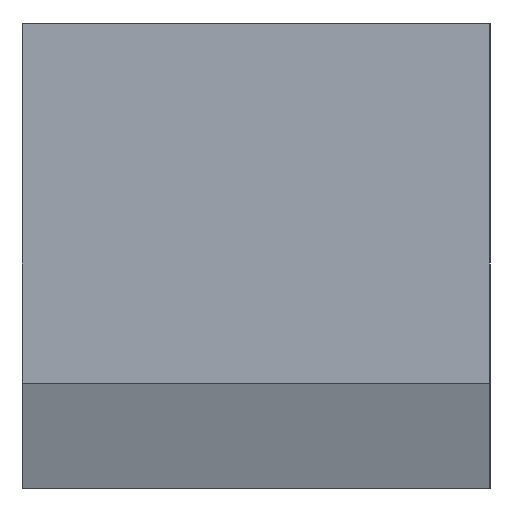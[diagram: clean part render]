
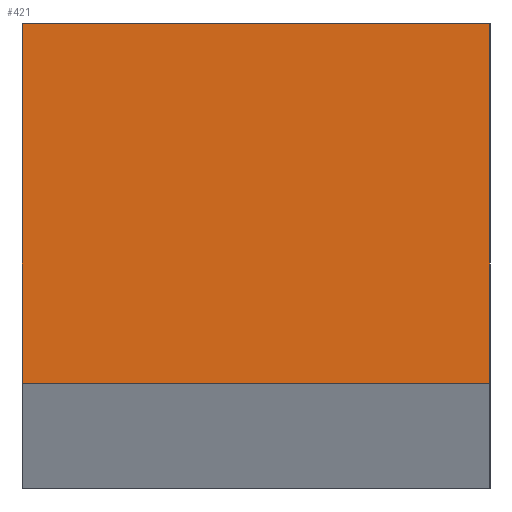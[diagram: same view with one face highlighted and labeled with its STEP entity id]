
A CAD part, left-side view. The second image highlights one B-rep face of the part: STEP entity #421.
In plain terms, the highlighted planar face has unit normal (-1, 0, 0).
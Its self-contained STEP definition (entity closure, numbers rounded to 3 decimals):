
#421=ADVANCED_FACE('NONE',(#1030),#1031,.F.);
#1030=FACE_OUTER_BOUND('',#1824,.T.);
#1031=PLANE('',#1825);
#1824=EDGE_LOOP('',(#3459,#3460,#3461,#3462));
#1825=AXIS2_PLACEMENT_3D('',#3463,#3464,#3465);
#3459=ORIENTED_EDGE('',*,*,#5737,.F.);
#3460=ORIENTED_EDGE('',*,*,#5024,.F.);
#3461=ORIENTED_EDGE('',*,*,#5738,.F.);
#3462=ORIENTED_EDGE('',*,*,#5537,.T.);
#3463=CARTESIAN_POINT('',(0.0,0.0,49.7));
#3464=DIRECTION('',(1.0,0.0,0.0));
#3465=DIRECTION('',(0.0,1.0,-0.0));
#5024=EDGE_CURVE('NONE',#6070,#6072,#6073,.T.);
#5537=EDGE_CURVE('NONE',#7097,#7095,#7098,.T.);
#5737=EDGE_CURVE('NONE',#6072,#7095,#7300,.T.);
#5738=EDGE_CURVE('NONE',#7097,#6070,#7301,.T.);
#6070=VERTEX_POINT('NONE',#7636);
#6072=VERTEX_POINT('NONE',#7639);
#6073=LINE('',#7640,#7641);
#7095=VERTEX_POINT('NONE',#9173);
#7097=VERTEX_POINT('NONE',#9176);
#7098=LINE('',#9177,#9178);
#7300=LINE('',#9513,#9514);
#7301=LINE('',#9515,#9516);
#7636=CARTESIAN_POINT('',(0.0,0.0,49.7));
#7639=CARTESIAN_POINT('',(0.0,0.0,11.25));
#7640=CARTESIAN_POINT('',(0.0,0.0,49.7));
#7641=VECTOR('',#9972,1000.0);
#9173=CARTESIAN_POINT('',(0.0,50.0,11.25));
#9176=CARTESIAN_POINT('',(0.0,50.0,49.7));
#9177=CARTESIAN_POINT('',(0.0,50.0,49.7));
#9178=VECTOR('',#10484,1000.0);
#9513=CARTESIAN_POINT('',(0.0,0.0,11.25));
#9514=VECTOR('',#10618,1000.0);
#9515=CARTESIAN_POINT('',(0.0,0.0,49.7));
#9516=VECTOR('',#10619,1000.0);
#9972=DIRECTION('',(-0.0,-0.0,-1.0));
#10484=DIRECTION('',(-0.0,-0.0,-1.0));
#10618=DIRECTION('',(0.0,1.0,0.0));
#10619=DIRECTION('',(-0.0,-1.0,-0.0));
